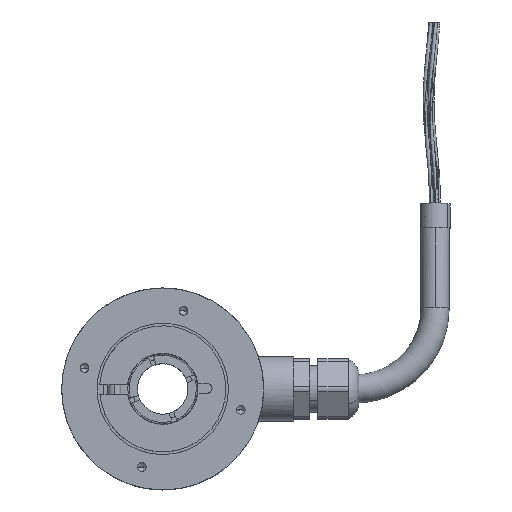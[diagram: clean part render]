
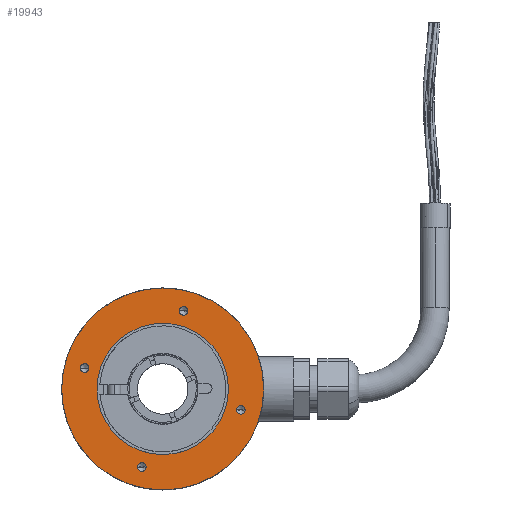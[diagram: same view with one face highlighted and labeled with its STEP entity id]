
A CAD part, top view. The second image highlights one B-rep face of the part: STEP entity #19943.
In plain terms, the highlighted planar face has unit normal (0, 0, 1).
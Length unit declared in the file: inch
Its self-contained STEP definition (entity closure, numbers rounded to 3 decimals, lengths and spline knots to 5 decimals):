
#587 = DIRECTION ( 'NONE',  ( 1., 0., 0. ) ) ;
#630 = DIRECTION ( 'NONE',  ( -1., 0., 0. ) ) ;
#976 = CIRCLE ( 'NONE', #21509, 0.05325 ) ;
#991 = AXIS2_PLACEMENT_3D ( 'NONE', #30358, #28097, #12666 ) ;
#1063 = VERTEX_POINT ( 'NONE', #3758 ) ;
#1419 = CIRCLE ( 'NONE', #27325, 1.2495 ) ;
#1512 = EDGE_CURVE ( 'NONE', #20387, #33338, #22048, .T. ) ;
#1558 = CIRCLE ( 'NONE', #21764, 0.05325 ) ;
#1606 = DIRECTION ( 'NONE',  ( 0., 0., 1. ) ) ;
#1735 = CARTESIAN_POINT ( 'NONE',  ( -0.25882, -0.96593, 0. ) ) ;
#1758 = ORIENTED_EDGE ( 'NONE', *, *, #22711, .T. ) ;
#1867 = ORIENTED_EDGE ( 'NONE', *, *, #27720, .F. ) ;
#1967 = EDGE_LOOP ( 'NONE', ( #1867, #8461 ) ) ;
#2041 = VERTEX_POINT ( 'NONE', #13582 ) ;
#2654 = PLANE ( 'NONE',  #27419 ) ;
#3296 = DIRECTION ( 'NONE',  ( 0., 0., 1. ) ) ;
#3329 = CARTESIAN_POINT ( 'NONE',  ( -1.01918, 0.25882, 0. ) ) ;
#3758 = CARTESIAN_POINT ( 'NONE',  ( 0.8125, 0., 0. ) ) ;
#4150 = FACE_BOUND ( 'NONE', #12426, .T. ) ;
#4624 = CARTESIAN_POINT ( 'NONE',  ( -0.96593, 0.25882, 0. ) ) ;
#4759 = AXIS2_PLACEMENT_3D ( 'NONE', #16981, #1606, #9153 ) ;
#5453 = ORIENTED_EDGE ( 'NONE', *, *, #1512, .F. ) ;
#6085 = CIRCLE ( 'NONE', #16806, 0.05325 ) ;
#6091 = CARTESIAN_POINT ( 'NONE',  ( -0.25882, -0.96593, 0. ) ) ;
#6556 = DIRECTION ( 'NONE',  ( 0., 0., 1. ) ) ;
#8461 = ORIENTED_EDGE ( 'NONE', *, *, #16489, .F. ) ;
#8744 = EDGE_LOOP ( 'NONE', ( #31526, #29626 ) ) ;
#9153 = DIRECTION ( 'NONE',  ( 1., 0., 0. ) ) ;
#9751 = VERTEX_POINT ( 'NONE', #10518 ) ;
#10168 = CARTESIAN_POINT ( 'NONE',  ( 0., 0., 0. ) ) ;
#10518 = CARTESIAN_POINT ( 'NONE',  ( 1.2495, 0., 0. ) ) ;
#10623 = FACE_BOUND ( 'NONE', #11508, .T. ) ;
#10750 = VERTEX_POINT ( 'NONE', #24123 ) ;
#10818 = CARTESIAN_POINT ( 'NONE',  ( 0.96593, -0.25882, 0. ) ) ;
#10820 = VERTEX_POINT ( 'NONE', #26619 ) ;
#10912 = CARTESIAN_POINT ( 'NONE',  ( -0.20557, -0.96593, 0. ) ) ;
#10942 = CARTESIAN_POINT ( 'NONE',  ( 0., 0., 0. ) ) ;
#11508 = EDGE_LOOP ( 'NONE', ( #12338, #25207 ) ) ;
#11572 = DIRECTION ( 'NONE',  ( 0., 0., 1. ) ) ;
#11584 = CIRCLE ( 'NONE', #26113, 0.8125 ) ;
#11626 = DIRECTION ( 'NONE',  ( 0., 0., 1. ) ) ;
#11732 = DIRECTION ( 'NONE',  ( 0., 0., 1. ) ) ;
#11755 = EDGE_CURVE ( 'NONE', #9751, #10750, #1419, .T. ) ;
#12338 = ORIENTED_EDGE ( 'NONE', *, *, #33012, .F. ) ;
#12404 = DIRECTION ( 'NONE',  ( 1., 0., 0. ) ) ;
#12426 = EDGE_LOOP ( 'NONE', ( #30416, #17592 ) ) ;
#12666 = DIRECTION ( 'NONE',  ( 1., 0., 0. ) ) ;
#12979 = DIRECTION ( 'NONE',  ( 0., 0., 1. ) ) ;
#13221 = VERTEX_POINT ( 'NONE', #3329 ) ;
#13582 = CARTESIAN_POINT ( 'NONE',  ( 0.31207, 0.96593, 0. ) ) ;
#13630 = EDGE_CURVE ( 'NONE', #33338, #20387, #976, .T. ) ;
#14213 = DIRECTION ( 'NONE',  ( 1., 0., 0. ) ) ;
#14667 = CIRCLE ( 'NONE', #22666, 0.8125 ) ;
#14871 = DIRECTION ( 'NONE',  ( 1., 0., 0. ) ) ;
#15733 = EDGE_LOOP ( 'NONE', ( #26244, #1758 ) ) ;
#15981 = DIRECTION ( 'NONE',  ( 1., 0., 0. ) ) ;
#16427 = DIRECTION ( 'NONE',  ( 0., 0., 1. ) ) ;
#16489 = EDGE_CURVE ( 'NONE', #10820, #2041, #17763, .T. ) ;
#16545 = FACE_OUTER_BOUND ( 'NONE', #15733, .T. ) ;
#16642 = EDGE_CURVE ( 'NONE', #26683, #13221, #28243, .T. ) ;
#16806 = AXIS2_PLACEMENT_3D ( 'NONE', #28207, #23345, #23114 ) ;
#16981 = CARTESIAN_POINT ( 'NONE',  ( 0.25882, 0.96593, 0. ) ) ;
#17339 = CIRCLE ( 'NONE', #20180, 0.05325 ) ;
#17592 = ORIENTED_EDGE ( 'NONE', *, *, #31713, .F. ) ;
#17645 = DIRECTION ( 'NONE',  ( 0., 0., 1. ) ) ;
#17763 = CIRCLE ( 'NONE', #4759, 0.05325 ) ;
#18596 = DIRECTION ( 'NONE',  ( 1., 0., 0. ) ) ;
#19704 = VERTEX_POINT ( 'NONE', #22655 ) ;
#19943 = ADVANCED_FACE ( 'NONE', ( #20697, #10623, #4150, #30280, #22333, #16545 ), #2654, .F. ) ;
#20115 = VERTEX_POINT ( 'NONE', #24006 ) ;
#20180 = AXIS2_PLACEMENT_3D ( 'NONE', #6091, #11572, #24060 ) ;
#20387 = VERTEX_POINT ( 'NONE', #29517 ) ;
#20403 = ORIENTED_EDGE ( 'NONE', *, *, #13630, .F. ) ;
#20697 = FACE_BOUND ( 'NONE', #1967, .T. ) ;
#20728 = CARTESIAN_POINT ( 'NONE',  ( 0.96593, -0.25882, 0. ) ) ;
#20972 = DIRECTION ( 'NONE',  ( 0., 0., -1. ) ) ;
#21156 = EDGE_CURVE ( 'NONE', #20115, #1063, #14667, .T. ) ;
#21509 = AXIS2_PLACEMENT_3D ( 'NONE', #10818, #3296, #15981 ) ;
#21764 = AXIS2_PLACEMENT_3D ( 'NONE', #4624, #17645, #22486 ) ;
#21939 = CARTESIAN_POINT ( 'NONE',  ( -0.96593, 0.25882, 0. ) ) ;
#22048 = CIRCLE ( 'NONE', #23570, 0.05325 ) ;
#22198 = VERTEX_POINT ( 'NONE', #10912 ) ;
#22333 = FACE_BOUND ( 'NONE', #22418, .T. ) ;
#22418 = EDGE_LOOP ( 'NONE', ( #5453, #20403 ) ) ;
#22486 = DIRECTION ( 'NONE',  ( 1., 0., 0. ) ) ;
#22655 = CARTESIAN_POINT ( 'NONE',  ( -0.31207, -0.96593, 0. ) ) ;
#22666 = AXIS2_PLACEMENT_3D ( 'NONE', #10942, #16427, #587 ) ;
#22691 = CIRCLE ( 'NONE', #991, 1.2495 ) ;
#22711 = EDGE_CURVE ( 'NONE', #10750, #9751, #22691, .T. ) ;
#23066 = CARTESIAN_POINT ( 'NONE',  ( 0.91268, -0.25882, 0. ) ) ;
#23114 = DIRECTION ( 'NONE',  ( 1., 0., 0. ) ) ;
#23345 = DIRECTION ( 'NONE',  ( 0., 0., 1. ) ) ;
#23570 = AXIS2_PLACEMENT_3D ( 'NONE', #20728, #12979, #18596 ) ;
#24006 = CARTESIAN_POINT ( 'NONE',  ( -0.8125, 0., 0. ) ) ;
#24060 = DIRECTION ( 'NONE',  ( 1., 0., 0. ) ) ;
#24123 = CARTESIAN_POINT ( 'NONE',  ( -1.2495, 0., 0. ) ) ;
#24522 = DIRECTION ( 'NONE',  ( 1., 0., 0. ) ) ;
#25096 = DIRECTION ( 'NONE',  ( 0., 0., 1. ) ) ;
#25207 = ORIENTED_EDGE ( 'NONE', *, *, #21156, .F. ) ;
#26113 = AXIS2_PLACEMENT_3D ( 'NONE', #32481, #11732, #14871 ) ;
#26244 = ORIENTED_EDGE ( 'NONE', *, *, #11755, .T. ) ;
#26619 = CARTESIAN_POINT ( 'NONE',  ( 0.20557, 0.96593, 0. ) ) ;
#26683 = VERTEX_POINT ( 'NONE', #26688 ) ;
#26688 = CARTESIAN_POINT ( 'NONE',  ( -0.91268, 0.25882, 0. ) ) ;
#26753 = AXIS2_PLACEMENT_3D ( 'NONE', #1735, #11626, #14213 ) ;
#27025 = EDGE_CURVE ( 'NONE', #19704, #22198, #17339, .T. ) ;
#27325 = AXIS2_PLACEMENT_3D ( 'NONE', #10168, #25096, #12404 ) ;
#27419 = AXIS2_PLACEMENT_3D ( 'NONE', #29197, #20972, #630 ) ;
#27720 = EDGE_CURVE ( 'NONE', #2041, #10820, #6085, .T. ) ;
#28097 = DIRECTION ( 'NONE',  ( 0., 0., 1. ) ) ;
#28207 = CARTESIAN_POINT ( 'NONE',  ( 0.25882, 0.96593, 0. ) ) ;
#28243 = CIRCLE ( 'NONE', #31959, 0.05325 ) ;
#29197 = CARTESIAN_POINT ( 'NONE',  ( 0., 0.8125, 0. ) ) ;
#29517 = CARTESIAN_POINT ( 'NONE',  ( 1.01918, -0.25882, 0. ) ) ;
#29626 = ORIENTED_EDGE ( 'NONE', *, *, #27025, .F. ) ;
#30280 = FACE_BOUND ( 'NONE', #8744, .T. ) ;
#30358 = CARTESIAN_POINT ( 'NONE',  ( 0., 0., 0. ) ) ;
#30416 = ORIENTED_EDGE ( 'NONE', *, *, #16642, .F. ) ;
#31359 = CIRCLE ( 'NONE', #26753, 0.05325 ) ;
#31526 = ORIENTED_EDGE ( 'NONE', *, *, #32982, .F. ) ;
#31713 = EDGE_CURVE ( 'NONE', #13221, #26683, #1558, .T. ) ;
#31959 = AXIS2_PLACEMENT_3D ( 'NONE', #21939, #6556, #24522 ) ;
#32481 = CARTESIAN_POINT ( 'NONE',  ( 0., 0., 0. ) ) ;
#32982 = EDGE_CURVE ( 'NONE', #22198, #19704, #31359, .T. ) ;
#33012 = EDGE_CURVE ( 'NONE', #1063, #20115, #11584, .T. ) ;
#33338 = VERTEX_POINT ( 'NONE', #23066 ) ;
